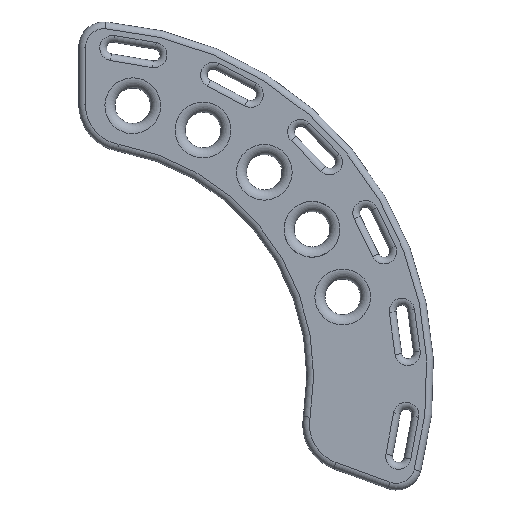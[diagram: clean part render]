
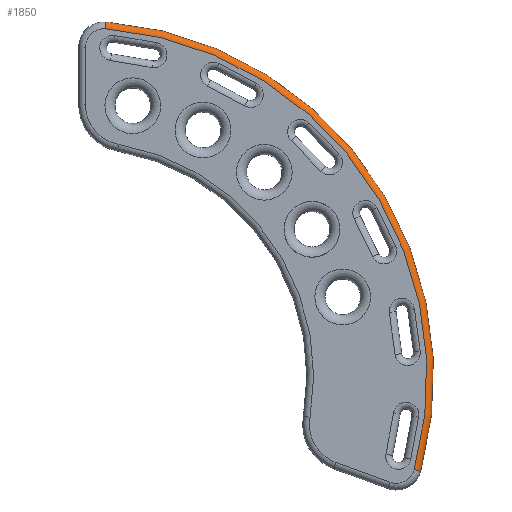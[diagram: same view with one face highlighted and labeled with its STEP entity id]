
A CAD part, top view. The second image highlights one B-rep face of the part: STEP entity #1850.
In plain terms, the highlighted toroidal (fillet/blend) face has major radius 206 mm and minor radius 4 mm.
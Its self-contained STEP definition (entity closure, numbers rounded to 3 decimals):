
#425=FACE_OUTER_BOUND('',#595,.T.);
#595=EDGE_LOOP('',(#1642,#1643,#1644,#1645));
#660=CIRCLE('',#1950,206.);
#769=CIRCLE('',#2141,4.);
#772=CIRCLE('',#2146,4.);
#773=CIRCLE('',#2147,210.);
#841=VERTEX_POINT('',#2989);
#842=VERTEX_POINT('',#2991);
#928=VERTEX_POINT('',#3323);
#931=VERTEX_POINT('',#3340);
#999=EDGE_CURVE('',#842,#841,#660,.T.);
#1177=EDGE_CURVE('',#842,#931,#769,.T.);
#1180=EDGE_CURVE('',#841,#928,#772,.T.);
#1181=EDGE_CURVE('',#928,#931,#773,.T.);
#1642=ORIENTED_EDGE('',*,*,#1180,.T.);
#1643=ORIENTED_EDGE('',*,*,#1181,.T.);
#1644=ORIENTED_EDGE('',*,*,#1177,.F.);
#1645=ORIENTED_EDGE('',*,*,#999,.T.);
#1738=TOROIDAL_SURFACE('',#2145,206.,4.);
#1850=ADVANCED_FACE('',(#425),#1738,.T.);
#1950=AXIS2_PLACEMENT_3D('',#2992,#2335,#2336);
#2141=AXIS2_PLACEMENT_3D('',#3341,#2786,#2787);
#2145=AXIS2_PLACEMENT_3D('',#3345,#2794,#2795);
#2146=AXIS2_PLACEMENT_3D('',#3346,#2796,#2797);
#2147=AXIS2_PLACEMENT_3D('',#3347,#2798,#2799);
#2335=DIRECTION('center_axis',(0.,0.,-1.));
#2336=DIRECTION('ref_axis',(0.819,0.574,0.));
#2786=DIRECTION('center_axis',(-0.997,0.077,0.));
#2787=DIRECTION('ref_axis',(0.,0.,1.));
#2794=DIRECTION('center_axis',(0.,0.,-1.));
#2795=DIRECTION('ref_axis',(-1.,0.,0.));
#2796=DIRECTION('center_axis',(0.269,0.963,0.));
#2797=DIRECTION('ref_axis',(0.,0.,1.));
#2798=DIRECTION('center_axis',(0.,0.,1.));
#2799=DIRECTION('ref_axis',(0.819,0.574,0.));
#2989=CARTESIAN_POINT('',(198.423,-55.357,10.));
#2991=CARTESIAN_POINT('',(15.846,205.39,10.));
#2992=CARTESIAN_POINT('Origin',(0.,0.,10.));
#3323=CARTESIAN_POINT('',(202.276,-56.432,6.));
#3340=CARTESIAN_POINT('',(16.154,209.378,6.));
#3341=CARTESIAN_POINT('Origin',(15.846,205.39,6.));
#3345=CARTESIAN_POINT('Origin',(0.,0.,6.));
#3346=CARTESIAN_POINT('Origin',(198.423,-55.357,6.));
#3347=CARTESIAN_POINT('Origin',(0.,0.,6.));
